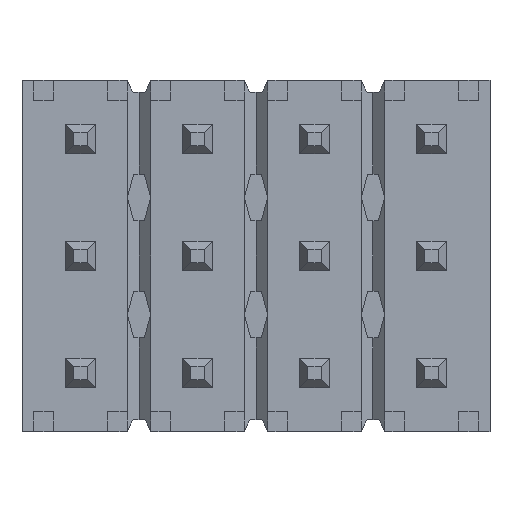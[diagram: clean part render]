
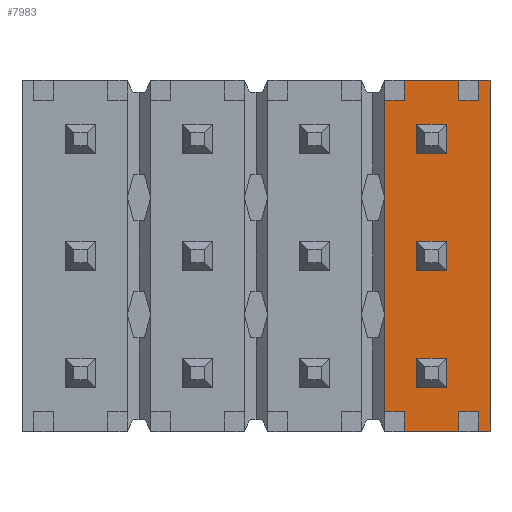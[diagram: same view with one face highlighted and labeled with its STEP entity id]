
A CAD part, front view. The second image highlights one B-rep face of the part: STEP entity #7983.
In plain terms, the highlighted planar face has unit normal (0, -1, 0).
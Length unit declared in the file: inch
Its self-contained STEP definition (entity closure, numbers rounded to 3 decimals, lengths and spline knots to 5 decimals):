
#1795=ORIENTED_EDGE('',*,*,#3259,.T.);
#1796=ORIENTED_EDGE('',*,*,#2948,.T.);
#1797=ORIENTED_EDGE('',*,*,#3074,.T.);
#1798=ORIENTED_EDGE('',*,*,#3261,.T.);
#1799=ORIENTED_EDGE('',*,*,#3105,.F.);
#1800=ORIENTED_EDGE('',*,*,#2944,.T.);
#1801=ORIENTED_EDGE('',*,*,#3110,.T.);
#1802=ORIENTED_EDGE('',*,*,#3262,.T.);
#1803=ORIENTED_EDGE('',*,*,#2871,.F.);
#1804=ORIENTED_EDGE('',*,*,#2875,.F.);
#1805=ORIENTED_EDGE('',*,*,#2881,.F.);
#1806=ORIENTED_EDGE('',*,*,#3263,.F.);
#1807=ORIENTED_EDGE('',*,*,#3111,.T.);
#1808=ORIENTED_EDGE('',*,*,#3009,.T.);
#1809=ORIENTED_EDGE('',*,*,#3108,.F.);
#1810=ORIENTED_EDGE('',*,*,#3264,.F.);
#1811=ORIENTED_EDGE('',*,*,#3075,.T.);
#1812=ORIENTED_EDGE('',*,*,#3005,.T.);
#1813=ORIENTED_EDGE('',*,*,#3233,.F.);
#1814=ORIENTED_EDGE('',*,*,#3120,.F.);
#1815=ORIENTED_EDGE('',*,*,#3117,.F.);
#1816=ORIENTED_EDGE('',*,*,#3114,.F.);
#1817=ORIENTED_EDGE('',*,*,#3235,.F.);
#1818=ORIENTED_EDGE('',*,*,#3130,.F.);
#1819=ORIENTED_EDGE('',*,*,#3127,.F.);
#1820=ORIENTED_EDGE('',*,*,#3124,.F.);
#1821=ORIENTED_EDGE('',*,*,#3237,.F.);
#1822=ORIENTED_EDGE('',*,*,#3140,.F.);
#1823=ORIENTED_EDGE('',*,*,#3137,.F.);
#1824=ORIENTED_EDGE('',*,*,#3134,.F.);
#2871=EDGE_CURVE('',#3744,#3745,#4641,.T.);
#2875=EDGE_CURVE('',#3748,#3744,#4645,.T.);
#2881=EDGE_CURVE('',#3753,#3748,#4651,.T.);
#2944=EDGE_CURVE('',#3801,#3800,#4714,.T.);
#2948=EDGE_CURVE('',#3805,#3804,#4718,.T.);
#3005=EDGE_CURVE('',#3842,#3841,#4775,.T.);
#3009=EDGE_CURVE('',#3846,#3845,#4779,.T.);
#3074=EDGE_CURVE('',#3804,#3881,#4844,.T.);
#3075=EDGE_CURVE('',#3882,#3842,#4845,.T.);
#3105=EDGE_CURVE('',#3801,#3897,#4875,.T.);
#3108=EDGE_CURVE('',#3898,#3845,#4878,.T.);
#3110=EDGE_CURVE('',#3800,#3899,#4880,.T.);
#3111=EDGE_CURVE('',#3900,#3846,#4881,.T.);
#3114=EDGE_CURVE('',#3902,#3903,#4884,.T.);
#3117=EDGE_CURVE('',#3903,#3905,#4887,.T.);
#3120=EDGE_CURVE('',#3905,#3907,#4890,.T.);
#3124=EDGE_CURVE('',#3910,#3911,#4894,.T.);
#3127=EDGE_CURVE('',#3911,#3913,#4897,.T.);
#3130=EDGE_CURVE('',#3913,#3915,#4900,.T.);
#3134=EDGE_CURVE('',#3918,#3919,#4904,.T.);
#3137=EDGE_CURVE('',#3919,#3921,#4907,.T.);
#3140=EDGE_CURVE('',#3921,#3923,#4910,.T.);
#3233=EDGE_CURVE('',#3907,#3902,#5003,.T.);
#3235=EDGE_CURVE('',#3915,#3910,#5005,.T.);
#3237=EDGE_CURVE('',#3923,#3918,#5007,.T.);
#3259=EDGE_CURVE('',#3841,#3805,#5029,.T.);
#3261=EDGE_CURVE('',#3881,#3897,#5031,.T.);
#3262=EDGE_CURVE('',#3899,#3745,#5032,.T.);
#3263=EDGE_CURVE('',#3900,#3753,#5033,.T.);
#3264=EDGE_CURVE('',#3882,#3898,#5034,.T.);
#3744=VERTEX_POINT('',#11829);
#3745=VERTEX_POINT('',#11831);
#3748=VERTEX_POINT('',#11839);
#3753=VERTEX_POINT('',#11851);
#3800=VERTEX_POINT('',#11969);
#3801=VERTEX_POINT('',#11971);
#3804=VERTEX_POINT('',#11977);
#3805=VERTEX_POINT('',#11979);
#3841=VERTEX_POINT('',#12077);
#3842=VERTEX_POINT('',#12079);
#3845=VERTEX_POINT('',#12085);
#3846=VERTEX_POINT('',#12087);
#3881=VERTEX_POINT('',#12215);
#3882=VERTEX_POINT('',#12219);
#3897=VERTEX_POINT('',#12279);
#3898=VERTEX_POINT('',#12283);
#3899=VERTEX_POINT('',#12287);
#3900=VERTEX_POINT('',#12291);
#3902=VERTEX_POINT('',#12296);
#3903=VERTEX_POINT('',#12298);
#3905=VERTEX_POINT('',#12304);
#3907=VERTEX_POINT('',#12310);
#3910=VERTEX_POINT('',#12317);
#3911=VERTEX_POINT('',#12319);
#3913=VERTEX_POINT('',#12325);
#3915=VERTEX_POINT('',#12331);
#3918=VERTEX_POINT('',#12338);
#3919=VERTEX_POINT('',#12340);
#3921=VERTEX_POINT('',#12346);
#3923=VERTEX_POINT('',#12352);
#4641=LINE('',#11830,#5739);
#4645=LINE('',#11838,#5743);
#4651=LINE('',#11850,#5749);
#4714=LINE('',#11970,#5812);
#4718=LINE('',#11978,#5816);
#4775=LINE('',#12078,#5873);
#4779=LINE('',#12086,#5877);
#4844=LINE('',#12216,#5942);
#4845=LINE('',#12218,#5943);
#4875=LINE('',#12278,#5973);
#4878=LINE('',#12284,#5976);
#4880=LINE('',#12288,#5978);
#4881=LINE('',#12290,#5979);
#4884=LINE('',#12297,#5982);
#4887=LINE('',#12303,#5985);
#4890=LINE('',#12309,#5988);
#4894=LINE('',#12318,#5992);
#4897=LINE('',#12324,#5995);
#4900=LINE('',#12330,#5998);
#4904=LINE('',#12339,#6002);
#4907=LINE('',#12345,#6005);
#4910=LINE('',#12351,#6008);
#5003=LINE('',#12546,#6101);
#5005=LINE('',#12549,#6103);
#5007=LINE('',#12552,#6105);
#5029=LINE('',#12585,#6127);
#5031=LINE('',#12592,#6129);
#5032=LINE('',#12593,#6130);
#5033=LINE('',#12594,#6131);
#5034=LINE('',#12595,#6132);
#5739=VECTOR('',#9673,39.37008);
#5743=VECTOR('',#9679,39.37008);
#5749=VECTOR('',#9687,39.37008);
#5812=VECTOR('',#9768,39.37008);
#5816=VECTOR('',#9772,39.37008);
#5873=VECTOR('',#9841,39.37008);
#5877=VECTOR('',#9845,39.37008);
#5942=VECTOR('',#9968,39.37008);
#5943=VECTOR('',#9971,39.37008);
#5973=VECTOR('',#10031,39.37008);
#5976=VECTOR('',#10036,39.37008);
#5978=VECTOR('',#10040,39.37008);
#5979=VECTOR('',#10043,39.37008);
#5982=VECTOR('',#10048,39.37008);
#5985=VECTOR('',#10053,39.37008);
#5988=VECTOR('',#10058,39.37008);
#5992=VECTOR('',#10064,39.37008);
#5995=VECTOR('',#10069,39.37008);
#5998=VECTOR('',#10074,39.37008);
#6002=VECTOR('',#10080,39.37008);
#6005=VECTOR('',#10085,39.37008);
#6008=VECTOR('',#10090,39.37008);
#6101=VECTOR('',#10239,39.37008);
#6103=VECTOR('',#10243,39.37008);
#6105=VECTOR('',#10247,39.37008);
#6127=VECTOR('',#10291,39.37008);
#6129=VECTOR('',#10303,39.37008);
#6130=VECTOR('',#10304,39.37008);
#6131=VECTOR('',#10305,39.37008);
#6132=VECTOR('',#10306,39.37008);
#6597=EDGE_LOOP('',(#1795,#1796,#1797,#1798,#1799,#1800,#1801,#1802,#1803,
#1804,#1805,#1806,#1807,#1808,#1809,#1810,#1811,#1812));
#6598=EDGE_LOOP('',(#1813,#1814,#1815,#1816));
#6599=EDGE_LOOP('',(#1817,#1818,#1819,#1820));
#6600=EDGE_LOOP('',(#1821,#1822,#1823,#1824));
#7087=FACE_BOUND('',#6597,.T.);
#7088=FACE_BOUND('',#6598,.T.);
#7089=FACE_BOUND('',#6599,.T.);
#7090=FACE_BOUND('',#6600,.T.);
#7541=PLANE('',#8452);
#7983=ADVANCED_FACE('',(#7087,#7088,#7089,#7090),#7541,.T.);
#8452=AXIS2_PLACEMENT_3D('',#12591,#10301,#10302);
#9673=DIRECTION('',(0.,0.,1.));
#9679=DIRECTION('',(0.,0.,1.));
#9687=DIRECTION('',(0.,0.,1.));
#9768=DIRECTION('',(-1.,0.,0.));
#9772=DIRECTION('',(-1.,0.,0.));
#9841=DIRECTION('',(1.,0.,0.));
#9845=DIRECTION('',(1.,0.,0.));
#9968=DIRECTION('',(0.,0.,-1.));
#9971=DIRECTION('',(0.,0.,-1.));
#10031=DIRECTION('',(0.,0.,-1.));
#10036=DIRECTION('',(0.,0.,-1.));
#10040=DIRECTION('',(0.,0.,-1.));
#10043=DIRECTION('',(0.,0.,-1.));
#10048=DIRECTION('',(1.,0.,0.));
#10053=DIRECTION('',(0.,0.,1.));
#10058=DIRECTION('',(-1.,0.,0.));
#10064=DIRECTION('',(1.,0.,0.));
#10069=DIRECTION('',(0.,0.,1.));
#10074=DIRECTION('',(-1.,0.,0.));
#10080=DIRECTION('',(1.,0.,0.));
#10085=DIRECTION('',(0.,0.,1.));
#10090=DIRECTION('',(-1.,0.,0.));
#10239=DIRECTION('',(0.,0.,-1.));
#10243=DIRECTION('',(0.,0.,-1.));
#10247=DIRECTION('',(0.,0.,-1.));
#10291=DIRECTION('',(0.,0.,1.));
#10301=DIRECTION('',(0.,-1.,0.));
#10302=DIRECTION('',(0.,0.,-1.));
#10303=DIRECTION('',(-1.,0.,0.));
#10304=DIRECTION('',(-1.,0.,0.));
#10305=DIRECTION('',(-1.,0.,0.));
#10306=DIRECTION('',(-1.,0.,0.));
#11829=CARTESIAN_POINT('',(0.11,0.02,0.05));
#11830=CARTESIAN_POINT('',(0.11,0.02,0.4));
#11831=CARTESIAN_POINT('',(0.11,0.02,0.133));
#11838=CARTESIAN_POINT('',(0.11,0.02,0.4));
#11839=CARTESIAN_POINT('',(0.11,0.02,-0.05));
#11850=CARTESIAN_POINT('',(0.11,0.02,0.4));
#11851=CARTESIAN_POINT('',(0.11,0.02,-0.133));
#11969=CARTESIAN_POINT('',(0.12688,0.02,0.15));
#11970=CARTESIAN_POINT('',(-0.2,0.02,0.15));
#11971=CARTESIAN_POINT('',(0.17312,0.02,0.15));
#11977=CARTESIAN_POINT('',(0.19012,0.02,0.15));
#11978=CARTESIAN_POINT('',(-0.2,0.02,0.15));
#11979=CARTESIAN_POINT('',(0.2,0.02,0.15));
#12077=CARTESIAN_POINT('',(0.2,0.02,-0.15));
#12078=CARTESIAN_POINT('',(0.2,0.02,-0.15));
#12079=CARTESIAN_POINT('',(0.19012,0.02,-0.15));
#12085=CARTESIAN_POINT('',(0.17312,0.02,-0.15));
#12086=CARTESIAN_POINT('',(0.2,0.02,-0.15));
#12087=CARTESIAN_POINT('',(0.12688,0.02,-0.15));
#12215=CARTESIAN_POINT('',(0.19012,0.02,0.133));
#12216=CARTESIAN_POINT('',(0.19012,0.02,0.3));
#12218=CARTESIAN_POINT('',(0.19012,0.02,0.3));
#12219=CARTESIAN_POINT('',(0.19012,0.02,-0.133));
#12278=CARTESIAN_POINT('',(0.17312,0.02,0.3));
#12279=CARTESIAN_POINT('',(0.17312,0.02,0.133));
#12283=CARTESIAN_POINT('',(0.17312,0.02,-0.133));
#12284=CARTESIAN_POINT('',(0.17312,0.02,0.3));
#12287=CARTESIAN_POINT('',(0.12688,0.02,0.133));
#12288=CARTESIAN_POINT('',(0.12688,0.02,0.3));
#12290=CARTESIAN_POINT('',(0.12688,0.02,0.3));
#12291=CARTESIAN_POINT('',(0.12688,0.02,-0.133));
#12296=CARTESIAN_POINT('',(0.1375,0.02,0.0875));
#12297=CARTESIAN_POINT('',(0.1625,0.02,0.0875));
#12298=CARTESIAN_POINT('',(0.1625,0.02,0.0875));
#12303=CARTESIAN_POINT('',(0.1625,0.02,0.1125));
#12304=CARTESIAN_POINT('',(0.1625,0.02,0.1125));
#12309=CARTESIAN_POINT('',(0.1375,0.02,0.1125));
#12310=CARTESIAN_POINT('',(0.1375,0.02,0.1125));
#12317=CARTESIAN_POINT('',(0.1375,0.02,-0.0125));
#12318=CARTESIAN_POINT('',(0.1625,0.02,-0.0125));
#12319=CARTESIAN_POINT('',(0.1625,0.02,-0.0125));
#12324=CARTESIAN_POINT('',(0.1625,0.02,0.0125));
#12325=CARTESIAN_POINT('',(0.1625,0.02,0.0125));
#12330=CARTESIAN_POINT('',(0.1375,0.02,0.0125));
#12331=CARTESIAN_POINT('',(0.1375,0.02,0.0125));
#12338=CARTESIAN_POINT('',(0.1375,0.02,-0.1125));
#12339=CARTESIAN_POINT('',(0.1625,0.02,-0.1125));
#12340=CARTESIAN_POINT('',(0.1625,0.02,-0.1125));
#12345=CARTESIAN_POINT('',(0.1625,0.02,-0.0875));
#12346=CARTESIAN_POINT('',(0.1625,0.02,-0.0875));
#12351=CARTESIAN_POINT('',(0.1375,0.02,-0.0875));
#12352=CARTESIAN_POINT('',(0.1375,0.02,-0.0875));
#12546=CARTESIAN_POINT('',(0.1375,0.02,0.0875));
#12549=CARTESIAN_POINT('',(0.1375,0.02,-0.0125));
#12552=CARTESIAN_POINT('',(0.1375,0.02,-0.1125));
#12585=CARTESIAN_POINT('',(0.2,0.02,0.15));
#12591=CARTESIAN_POINT('',(0.23637,0.02,0.3));
#12592=CARTESIAN_POINT('',(0.4,0.02,0.133));
#12593=CARTESIAN_POINT('',(0.4,0.02,0.133));
#12594=CARTESIAN_POINT('',(0.4,0.02,-0.133));
#12595=CARTESIAN_POINT('',(0.4,0.02,-0.133));
